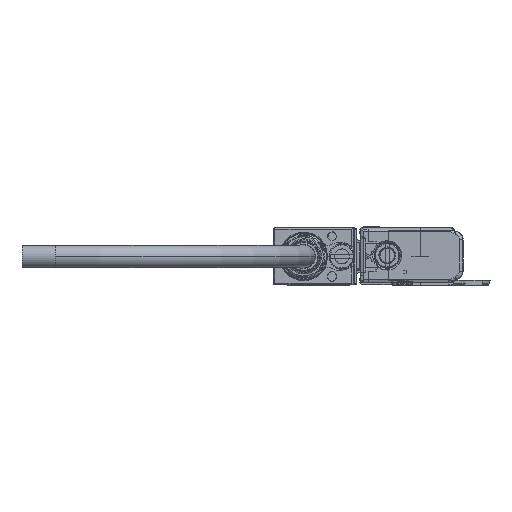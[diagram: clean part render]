
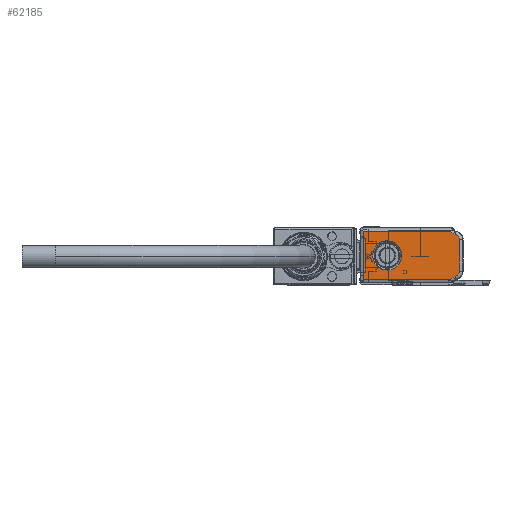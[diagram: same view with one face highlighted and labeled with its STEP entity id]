
A CAD part, left-side view. The second image highlights one B-rep face of the part: STEP entity #62185.
In plain terms, the highlighted planar face has unit normal (-1, 0, 0).
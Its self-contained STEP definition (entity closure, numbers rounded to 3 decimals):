
#62093=AXIS2_PLACEMENT_3D('Plane Axis2P3D',#62090,#62091,#62092) ;
#62117=AXIS2_PLACEMENT_3D('Circle Axis2P3D',#62115,#62116,$) ;
#62131=AXIS2_PLACEMENT_3D('Circle Axis2P3D',#62129,#62130,$) ;
#62161=AXIS2_PLACEMENT_3D('Circle Axis2P3D',#62159,#62160,$) ;
#62170=AXIS2_PLACEMENT_3D('Circle Axis2P3D',#62168,#62169,$) ;
#62177=AXIS2_PLACEMENT_3D('Circle Axis2P3D',#62175,#62176,$) ;
#59407=CARTESIAN_POINT('Vertex',(-1156.,30.2,0.2)) ;
#59416=CARTESIAN_POINT('Vertex',(-1156.,3.814,0.2)) ;
#59419=CARTESIAN_POINT('Line Origine',(-1156.,15.7,0.2)) ;
#59598=CARTESIAN_POINT('Vertex',(-1156.,30.2,14.8)) ;
#59601=CARTESIAN_POINT('Line Origine',(-1156.,30.2,7.5)) ;
#59696=CARTESIAN_POINT('Vertex',(-1156.,3.814,14.8)) ;
#59699=CARTESIAN_POINT('Line Origine',(-1156.,15.7,14.8)) ;
#59760=CARTESIAN_POINT('Line Origine',(-1156.,1.067,12.053)) ;
#59764=CARTESIAN_POINT('Vertex',(-1156.,3.119,14.104)) ;
#62090=CARTESIAN_POINT('Axis2P3D Location',(-1156.,0.2,7.5)) ;
#62095=CARTESIAN_POINT('Line Origine',(-1156.,3.466,0.548)) ;
#62099=CARTESIAN_POINT('Vertex',(-1156.,3.119,0.896)) ;
#62103=CARTESIAN_POINT('Control Point',(-1156.,3.119,0.896)) ;
#62104=CARTESIAN_POINT('Control Point',(-1156.,3.044,0.97)) ;
#62105=CARTESIAN_POINT('Control Point',(-1156.,2.961,1.035)) ;
#62106=CARTESIAN_POINT('Control Point',(-1156.,2.87,1.089)) ;
#62107=CARTESIAN_POINT('Control Point',(-1156.,2.748,1.142)) ;
#62108=CARTESIAN_POINT('Control Point',(-1156.,2.621,1.175)) ;
#62109=CARTESIAN_POINT('Control Point',(-1156.,2.596,1.18)) ;
#62110=CARTESIAN_POINT('Control Point',(-1156.,2.57,1.185)) ;
#62111=CARTESIAN_POINT('Control Point',(-1156.,2.544,1.19)) ;
#62112=CARTESIAN_POINT('Vertex',(-1156.,2.544,1.19)) ;
#62115=CARTESIAN_POINT('Axis2P3D Location',(-1156.,2.8,2.769)) ;
#62119=CARTESIAN_POINT('Vertex',(-1156.,1.2,2.769)) ;
#62122=CARTESIAN_POINT('Line Origine',(-1156.,1.2,7.5)) ;
#62126=CARTESIAN_POINT('Vertex',(-1156.,1.2,12.231)) ;
#62129=CARTESIAN_POINT('Axis2P3D Location',(-1156.,2.8,12.231)) ;
#62133=CARTESIAN_POINT('Vertex',(-1156.,2.544,13.81)) ;
#62137=CARTESIAN_POINT('Control Point',(-1156.,2.544,13.81)) ;
#62138=CARTESIAN_POINT('Control Point',(-1156.,2.648,13.827)) ;
#62139=CARTESIAN_POINT('Control Point',(-1156.,2.749,13.857)) ;
#62140=CARTESIAN_POINT('Control Point',(-1156.,2.846,13.899)) ;
#62141=CARTESIAN_POINT('Control Point',(-1156.,2.96,13.967)) ;
#62142=CARTESIAN_POINT('Control Point',(-1156.,3.061,14.05)) ;
#62143=CARTESIAN_POINT('Control Point',(-1156.,3.081,14.068)) ;
#62144=CARTESIAN_POINT('Control Point',(-1156.,3.1,14.086)) ;
#62145=CARTESIAN_POINT('Control Point',(-1156.,3.119,14.104)) ;
#62159=CARTESIAN_POINT('Axis2P3D Location',(-1156.,23.,7.5)) ;
#62163=CARTESIAN_POINT('Vertex',(-1156.,23.,11.9)) ;
#62165=CARTESIAN_POINT('Vertex',(-1156.,23.,3.1)) ;
#62168=CARTESIAN_POINT('Axis2P3D Location',(-1156.,23.,7.5)) ;
#62172=CARTESIAN_POINT('Vertex',(-1156.,24.895,11.471)) ;
#62175=CARTESIAN_POINT('Axis2P3D Location',(-1156.,23.,7.5)) ;
#59420=DIRECTION('Vector Direction',(0.,-1.,0.)) ;
#59602=DIRECTION('Vector Direction',(0.,0.,-1.)) ;
#59700=DIRECTION('Vector Direction',(0.,1.,0.)) ;
#59761=DIRECTION('Vector Direction',(0.,0.707,0.707)) ;
#62091=DIRECTION('Axis2P3D Direction',(1.,0.,0.)) ;
#62092=DIRECTION('Axis2P3D XDirection',(0.,0.,1.)) ;
#62096=DIRECTION('Vector Direction',(0.,-0.707,0.707)) ;
#62116=DIRECTION('Axis2P3D Direction',(1.,0.,0.)) ;
#62123=DIRECTION('Vector Direction',(0.,0.,1.)) ;
#62130=DIRECTION('Axis2P3D Direction',(1.,0.,0.)) ;
#62160=DIRECTION('Axis2P3D Direction',(1.,0.,0.)) ;
#62169=DIRECTION('Axis2P3D Direction',(1.,0.,0.)) ;
#62176=DIRECTION('Axis2P3D Direction',(1.,0.,0.)) ;
#59421=VECTOR('Line Direction',#59420,1.) ;
#59603=VECTOR('Line Direction',#59602,1.) ;
#59701=VECTOR('Line Direction',#59700,1.) ;
#59762=VECTOR('Line Direction',#59761,1.) ;
#62097=VECTOR('Line Direction',#62096,1.) ;
#62124=VECTOR('Line Direction',#62123,1.) ;
#62148=ORIENTED_EDGE('',*,*,#59703,.F.) ;
#62149=ORIENTED_EDGE('',*,*,#59605,.F.) ;
#62150=ORIENTED_EDGE('',*,*,#59423,.F.) ;
#62151=ORIENTED_EDGE('',*,*,#62101,.F.) ;
#62152=ORIENTED_EDGE('',*,*,#62114,.F.) ;
#62153=ORIENTED_EDGE('',*,*,#62121,.F.) ;
#62154=ORIENTED_EDGE('',*,*,#62128,.F.) ;
#62155=ORIENTED_EDGE('',*,*,#62135,.F.) ;
#62156=ORIENTED_EDGE('',*,*,#62146,.F.) ;
#62157=ORIENTED_EDGE('',*,*,#59766,.F.) ;
#62181=ORIENTED_EDGE('',*,*,#62167,.T.) ;
#62182=ORIENTED_EDGE('',*,*,#62174,.T.) ;
#62183=ORIENTED_EDGE('',*,*,#62179,.T.) ;
#62184=FACE_BOUND('',#62180,.T.) ;
#62185=ADVANCED_FACE('Brep With Voids',(#62158,#62184),#62094,.F.) ;
#62102=B_SPLINE_CURVE_WITH_KNOTS('',5,(#62103,#62104,#62105,#62106,#62107,#62108,#62109,#62110,#62111),.UNSPECIFIED.,.F.,.U.,(6,3,6),(0.,0.743,0.929),.UNSPECIFIED.) ;
#62136=B_SPLINE_CURVE_WITH_KNOTS('',5,(#62137,#62138,#62139,#62140,#62141,#62142,#62143,#62144,#62145),.UNSPECIFIED.,.F.,.U.,(6,3,6),(0.,0.743,0.929),.UNSPECIFIED.) ;
#62118=CIRCLE('generated circle',#62117,1.6) ;
#62132=CIRCLE('generated circle',#62131,1.6) ;
#62162=CIRCLE('generated circle',#62161,4.4) ;
#62171=CIRCLE('generated circle',#62170,4.4) ;
#62178=CIRCLE('generated circle',#62177,4.4) ;
#59423=EDGE_CURVE('',#59417,#59408,#59422,.F.) ;
#59605=EDGE_CURVE('',#59408,#59599,#59604,.F.) ;
#59703=EDGE_CURVE('',#59599,#59697,#59702,.F.) ;
#59766=EDGE_CURVE('',#59697,#59765,#59763,.F.) ;
#62101=EDGE_CURVE('',#62100,#59417,#62098,.F.) ;
#62114=EDGE_CURVE('',#62113,#62100,#62102,.F.) ;
#62121=EDGE_CURVE('',#62120,#62113,#62118,.T.) ;
#62128=EDGE_CURVE('',#62127,#62120,#62125,.F.) ;
#62135=EDGE_CURVE('',#62134,#62127,#62132,.T.) ;
#62146=EDGE_CURVE('',#59765,#62134,#62136,.F.) ;
#62167=EDGE_CURVE('',#62164,#62166,#62162,.T.) ;
#62174=EDGE_CURVE('',#62166,#62173,#62171,.T.) ;
#62179=EDGE_CURVE('',#62173,#62164,#62178,.T.) ;
#62147=EDGE_LOOP('',(#62148,#62149,#62150,#62151,#62152,#62153,#62154,#62155,#62156,#62157)) ;
#62180=EDGE_LOOP('',(#62181,#62182,#62183)) ;
#62158=FACE_OUTER_BOUND('',#62147,.T.) ;
#59422=LINE('Line',#59419,#59421) ;
#59604=LINE('Line',#59601,#59603) ;
#59702=LINE('Line',#59699,#59701) ;
#59763=LINE('Line',#59760,#59762) ;
#62098=LINE('Line',#62095,#62097) ;
#62125=LINE('Line',#62122,#62124) ;
#62094=PLANE('Plane',#62093) ;
#59408=VERTEX_POINT('',#59407) ;
#59417=VERTEX_POINT('',#59416) ;
#59599=VERTEX_POINT('',#59598) ;
#59697=VERTEX_POINT('',#59696) ;
#59765=VERTEX_POINT('',#59764) ;
#62100=VERTEX_POINT('',#62099) ;
#62113=VERTEX_POINT('',#62112) ;
#62120=VERTEX_POINT('',#62119) ;
#62127=VERTEX_POINT('',#62126) ;
#62134=VERTEX_POINT('',#62133) ;
#62164=VERTEX_POINT('',#62163) ;
#62166=VERTEX_POINT('',#62165) ;
#62173=VERTEX_POINT('',#62172) ;
